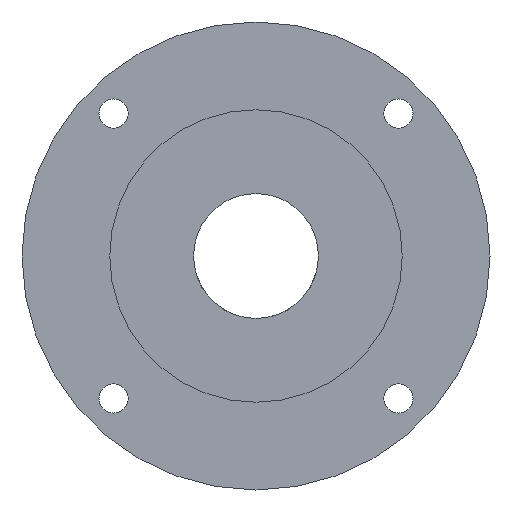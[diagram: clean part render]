
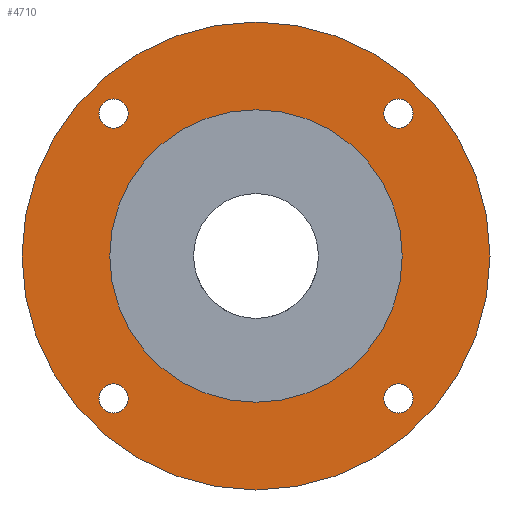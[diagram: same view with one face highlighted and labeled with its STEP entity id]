
A CAD part, left-side view. The second image highlights one B-rep face of the part: STEP entity #4710.
In plain terms, the highlighted planar face has unit normal (-1, 0, 0).
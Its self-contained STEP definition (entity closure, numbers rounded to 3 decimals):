
#4 = CARTESIAN_POINT ( 'NONE',  ( 0., -21.92, 24.17 ) ) ;
#98 = DIRECTION ( 'NONE',  ( -1., 0., 0. ) ) ;
#122 = DIRECTION ( 'NONE',  ( -1., 0., 0. ) ) ;
#152 = DIRECTION ( 'NONE',  ( 0., 0., 1. ) ) ;
#169 = AXIS2_PLACEMENT_3D ( 'NONE', #4603, #673, #4987 ) ;
#177 = EDGE_LOOP ( 'NONE', ( #2720, #3970 ) ) ;
#219 = ORIENTED_EDGE ( 'NONE', *, *, #2891, .F. ) ;
#242 = DIRECTION ( 'NONE',  ( -1., 0., 0. ) ) ;
#282 = VERTEX_POINT ( 'NONE', #3182 ) ;
#306 = EDGE_CURVE ( 'NONE', #4688, #2856, #1433, .T. ) ;
#372 = FACE_OUTER_BOUND ( 'NONE', #3425, .T. ) ;
#381 = EDGE_CURVE ( 'NONE', #1530, #4142, #1367, .T. ) ;
#423 = VERTEX_POINT ( 'NONE', #976 ) ;
#469 = CARTESIAN_POINT ( 'NONE',  ( 0., 0., 36. ) ) ;
#562 = DIRECTION ( 'NONE',  ( 0., 0., 1. ) ) ;
#569 = CARTESIAN_POINT ( 'NONE',  ( 0., -21.92, -24.17 ) ) ;
#588 = DIRECTION ( 'NONE',  ( 0., 0., 1. ) ) ;
#673 = DIRECTION ( 'NONE',  ( -1., 0., 0. ) ) ;
#735 = VERTEX_POINT ( 'NONE', #4 ) ;
#843 = CARTESIAN_POINT ( 'NONE',  ( 0., 21.92, 19.67 ) ) ;
#888 = DIRECTION ( 'NONE',  ( 0., 0., 1. ) ) ;
#922 = CARTESIAN_POINT ( 'NONE',  ( 0., 21.92, -21.92 ) ) ;
#934 = DIRECTION ( 'NONE',  ( -1., 0., 0. ) ) ;
#976 = CARTESIAN_POINT ( 'NONE',  ( 0., -21.92, -19.67 ) ) ;
#996 = CARTESIAN_POINT ( 'NONE',  ( 0., 21.92, -24.17 ) ) ;
#1085 = ORIENTED_EDGE ( 'NONE', *, *, #306, .T. ) ;
#1102 = DIRECTION ( 'NONE',  ( -1., 0., 0. ) ) ;
#1297 = CARTESIAN_POINT ( 'NONE',  ( 0., 0., 0. ) ) ;
#1303 = CARTESIAN_POINT ( 'NONE',  ( 0., 21.92, -21.92 ) ) ;
#1317 = EDGE_CURVE ( 'NONE', #4464, #4239, #1492, .T. ) ;
#1367 = CIRCLE ( 'NONE', #2250, 2.25 ) ;
#1403 = DIRECTION ( 'NONE',  ( 0., 0., 1. ) ) ;
#1433 = CIRCLE ( 'NONE', #1752, 36. ) ;
#1479 = EDGE_CURVE ( 'NONE', #2856, #4688, #4140, .T. ) ;
#1492 = CIRCLE ( 'NONE', #2320, 22.5 ) ;
#1530 = VERTEX_POINT ( 'NONE', #4519 ) ;
#1587 = EDGE_CURVE ( 'NONE', #4142, #1530, #2855, .T. ) ;
#1664 = DIRECTION ( 'NONE',  ( 0., 0., 1. ) ) ;
#1683 = ORIENTED_EDGE ( 'NONE', *, *, #4607, .F. ) ;
#1693 = DIRECTION ( 'NONE',  ( 0., 0., 1. ) ) ;
#1713 = CARTESIAN_POINT ( 'NONE',  ( 0., 21.92, 21.92 ) ) ;
#1752 = AXIS2_PLACEMENT_3D ( 'NONE', #1297, #122, #888 ) ;
#1766 = DIRECTION ( 'NONE',  ( -1., 0., 0. ) ) ;
#1819 = CIRCLE ( 'NONE', #2480, 2.25 ) ;
#1924 = CIRCLE ( 'NONE', #2823, 2.25 ) ;
#1958 = ORIENTED_EDGE ( 'NONE', *, *, #3729, .F. ) ;
#1976 = EDGE_CURVE ( 'NONE', #2842, #2204, #1819, .T. ) ;
#1988 = EDGE_CURVE ( 'NONE', #735, #282, #2615, .T. ) ;
#2079 = EDGE_CURVE ( 'NONE', #423, #4681, #3153, .T. ) ;
#2107 = CARTESIAN_POINT ( 'NONE',  ( 0., -21.92, 21.92 ) ) ;
#2159 = FACE_BOUND ( 'NONE', #4113, .T. ) ;
#2174 = CIRCLE ( 'NONE', #4037, 2.25 ) ;
#2204 = VERTEX_POINT ( 'NONE', #996 ) ;
#2212 = CARTESIAN_POINT ( 'NONE',  ( 0., 0., 22.5 ) ) ;
#2250 = AXIS2_PLACEMENT_3D ( 'NONE', #1713, #2939, #588 ) ;
#2268 = CARTESIAN_POINT ( 'NONE',  ( 0., -21.92, -21.92 ) ) ;
#2320 = AXIS2_PLACEMENT_3D ( 'NONE', #2387, #3943, #3612 ) ;
#2350 = ORIENTED_EDGE ( 'NONE', *, *, #1988, .F. ) ;
#2387 = CARTESIAN_POINT ( 'NONE',  ( 0., 0., 0. ) ) ;
#2407 = CARTESIAN_POINT ( 'NONE',  ( 0., 21.92, -19.67 ) ) ;
#2456 = DIRECTION ( 'NONE',  ( -1., 0., 0. ) ) ;
#2476 = DIRECTION ( 'NONE',  ( 0., 0., 1. ) ) ;
#2480 = AXIS2_PLACEMENT_3D ( 'NONE', #1303, #2456, #1664 ) ;
#2535 = CARTESIAN_POINT ( 'NONE',  ( 0., 0., 0. ) ) ;
#2615 = CIRCLE ( 'NONE', #4061, 2.25 ) ;
#2647 = AXIS2_PLACEMENT_3D ( 'NONE', #4137, #2959, #562 ) ;
#2720 = ORIENTED_EDGE ( 'NONE', *, *, #2954, .F. ) ;
#2810 = ORIENTED_EDGE ( 'NONE', *, *, #381, .F. ) ;
#2823 = AXIS2_PLACEMENT_3D ( 'NONE', #4046, #934, #1693 ) ;
#2842 = VERTEX_POINT ( 'NONE', #2407 ) ;
#2855 = CIRCLE ( 'NONE', #3075, 2.25 ) ;
#2856 = VERTEX_POINT ( 'NONE', #469 ) ;
#2891 = EDGE_CURVE ( 'NONE', #2204, #2842, #4805, .T. ) ;
#2939 = DIRECTION ( 'NONE',  ( -1., 0., 0. ) ) ;
#2954 = EDGE_CURVE ( 'NONE', #4681, #423, #2174, .T. ) ;
#2959 = DIRECTION ( 'NONE',  ( -1., 0., 0. ) ) ;
#2970 = CARTESIAN_POINT ( 'NONE',  ( 0., 0., -36. ) ) ;
#3018 = DIRECTION ( 'NONE',  ( 0., 0., 1. ) ) ;
#3046 = CIRCLE ( 'NONE', #4372, 22.5 ) ;
#3075 = AXIS2_PLACEMENT_3D ( 'NONE', #3399, #242, #3018 ) ;
#3153 = CIRCLE ( 'NONE', #2647, 2.25 ) ;
#3182 = CARTESIAN_POINT ( 'NONE',  ( 0., -21.92, 19.67 ) ) ;
#3187 = EDGE_LOOP ( 'NONE', ( #3763, #2810 ) ) ;
#3332 = PLANE ( 'NONE',  #169 ) ;
#3399 = CARTESIAN_POINT ( 'NONE',  ( 0., 21.92, 21.92 ) ) ;
#3425 = EDGE_LOOP ( 'NONE', ( #3725, #1085 ) ) ;
#3436 = DIRECTION ( 'NONE',  ( 0., 0., 1. ) ) ;
#3512 = AXIS2_PLACEMENT_3D ( 'NONE', #922, #4059, #2476 ) ;
#3612 = DIRECTION ( 'NONE',  ( 0., 0., 1. ) ) ;
#3725 = ORIENTED_EDGE ( 'NONE', *, *, #1479, .T. ) ;
#3729 = EDGE_CURVE ( 'NONE', #4239, #4464, #3046, .T. ) ;
#3763 = ORIENTED_EDGE ( 'NONE', *, *, #1587, .F. ) ;
#3933 = DIRECTION ( 'NONE',  ( 0., 0., 1. ) ) ;
#3943 = DIRECTION ( 'NONE',  ( -1., 0., 0. ) ) ;
#3970 = ORIENTED_EDGE ( 'NONE', *, *, #2079, .F. ) ;
#4004 = FACE_BOUND ( 'NONE', #4544, .T. ) ;
#4013 = EDGE_LOOP ( 'NONE', ( #1683, #2350 ) ) ;
#4037 = AXIS2_PLACEMENT_3D ( 'NONE', #2268, #1102, #3436 ) ;
#4046 = CARTESIAN_POINT ( 'NONE',  ( 0., -21.92, 21.92 ) ) ;
#4059 = DIRECTION ( 'NONE',  ( -1., 0., 0. ) ) ;
#4061 = AXIS2_PLACEMENT_3D ( 'NONE', #2107, #98, #152 ) ;
#4111 = ORIENTED_EDGE ( 'NONE', *, *, #1976, .F. ) ;
#4113 = EDGE_LOOP ( 'NONE', ( #219, #4111 ) ) ;
#4137 = CARTESIAN_POINT ( 'NONE',  ( 0., -21.92, -21.92 ) ) ;
#4140 = CIRCLE ( 'NONE', #4838, 36. ) ;
#4142 = VERTEX_POINT ( 'NONE', #843 ) ;
#4185 = FACE_BOUND ( 'NONE', #3187, .T. ) ;
#4239 = VERTEX_POINT ( 'NONE', #4421 ) ;
#4357 = DIRECTION ( 'NONE',  ( -1., 0., 0. ) ) ;
#4372 = AXIS2_PLACEMENT_3D ( 'NONE', #4691, #4357, #3933 ) ;
#4421 = CARTESIAN_POINT ( 'NONE',  ( 0., 0., -22.5 ) ) ;
#4464 = VERTEX_POINT ( 'NONE', #2212 ) ;
#4501 = FACE_BOUND ( 'NONE', #177, .T. ) ;
#4519 = CARTESIAN_POINT ( 'NONE',  ( 0., 21.92, 24.17 ) ) ;
#4544 = EDGE_LOOP ( 'NONE', ( #4875, #1958 ) ) ;
#4603 = CARTESIAN_POINT ( 'NONE',  ( 0., 0., 0. ) ) ;
#4607 = EDGE_CURVE ( 'NONE', #282, #735, #1924, .T. ) ;
#4681 = VERTEX_POINT ( 'NONE', #569 ) ;
#4688 = VERTEX_POINT ( 'NONE', #2970 ) ;
#4691 = CARTESIAN_POINT ( 'NONE',  ( 0., 0., 0. ) ) ;
#4710 = ADVANCED_FACE ( 'NONE', ( #4185, #2159, #5043, #4501, #372, #4004 ), #3332, .T. ) ;
#4805 = CIRCLE ( 'NONE', #3512, 2.25 ) ;
#4838 = AXIS2_PLACEMENT_3D ( 'NONE', #2535, #1766, #1403 ) ;
#4875 = ORIENTED_EDGE ( 'NONE', *, *, #1317, .F. ) ;
#4987 = DIRECTION ( 'NONE',  ( 0., 0., 1. ) ) ;
#5043 = FACE_BOUND ( 'NONE', #4013, .T. ) ;
